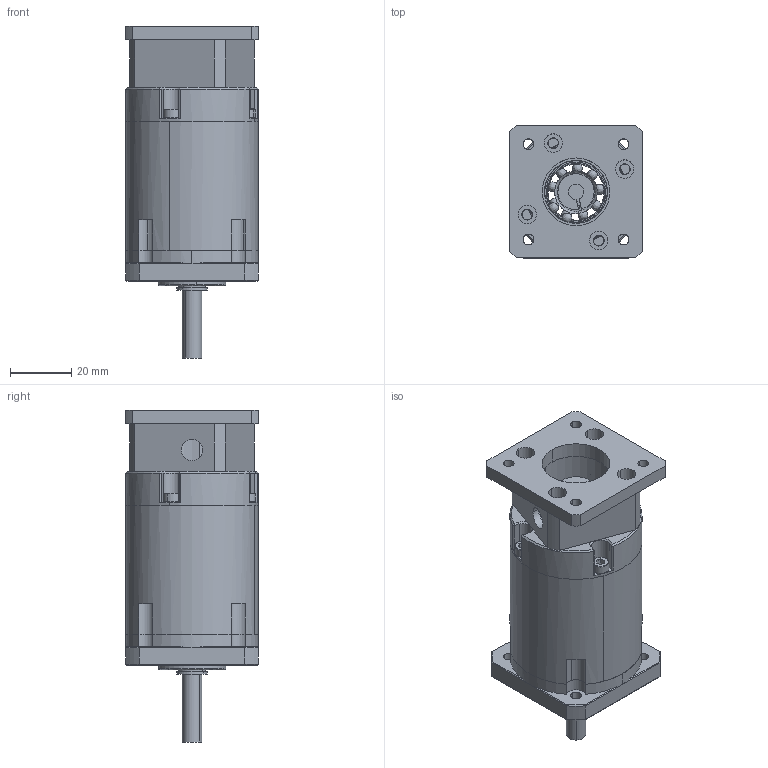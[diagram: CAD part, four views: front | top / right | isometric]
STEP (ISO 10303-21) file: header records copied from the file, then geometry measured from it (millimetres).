
FILE_DESCRIPTION (( 'STEP AP203' ), '1' );
FILE_NAME ('PG42 16-100 Gearhead.STEP', '2015-01-30T11:56:44', ( 'Phil' ), ( '' ), 'SwSTEP 2.0', 'SolidWorks 2015', '' );
FILE_SCHEMA (( 'CONFIG_CONTROL_DESIGN' ));
Length unit declared in the file: millimetre
Products named in the file (1): PG42 16-100 Gearhead
Bounding box: 43 x 43 x 108 mm (x, y, z)
Surface area: 27087.1 mm2 (no closed solid volume)
Topology: 0 solids, 32 shells, 393 faces, 1060 edges, 659 vertices
Faces by surface type: plane 161, cylinder 118, bspline 44, torus 42, cone 28
Entity records: 13143 total; most frequent: CARTESIAN_POINT 3417, DIRECTION 2163, ORIENTED_EDGE 1790, EDGE_CURVE 1006, AXIS2_PLACEMENT_3D 847, VERTEX_POINT 659, CIRCLE 497, EDGE_LOOP 474
